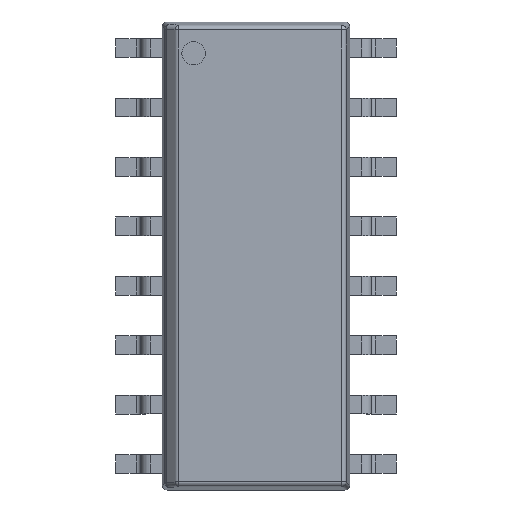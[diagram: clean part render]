
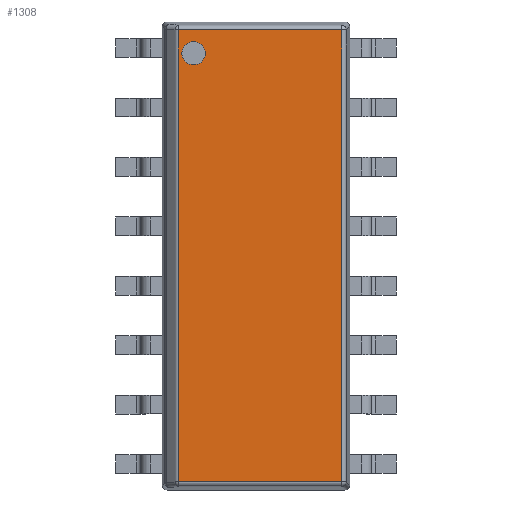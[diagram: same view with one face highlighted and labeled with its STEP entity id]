
A CAD part, top view. The second image highlights one B-rep face of the part: STEP entity #1308.
In plain terms, the highlighted planar face has unit normal (0, 0, 1).
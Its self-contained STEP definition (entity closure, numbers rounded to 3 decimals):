
#97=FACE_BOUND('',#527,.T.);
#232=LINE('',#3240,#331);
#234=LINE('',#3252,#333);
#235=LINE('',#3256,#334);
#237=LINE('',#3264,#336);
#331=VECTOR('',#1746,1.);
#333=VECTOR('',#1762,1.);
#334=VECTOR('',#1769,1.);
#336=VECTOR('',#1783,1.);
#437=FACE_OUTER_BOUND('',#526,.T.);
#526=EDGE_LOOP('',(#1100,#1101,#1102,#1103));
#527=EDGE_LOOP('',(#1104));
#593=CIRCLE('',#1469,0.25);
#662=VERTEX_POINT('',#3237);
#663=VERTEX_POINT('',#3239);
#665=VERTEX_POINT('',#3249);
#666=VERTEX_POINT('',#3251);
#667=VERTEX_POINT('',#3265);
#803=EDGE_CURVE('',#662,#663,#232,.T.);
#809=EDGE_CURVE('',#666,#665,#234,.T.);
#812=EDGE_CURVE('',#666,#662,#235,.T.);
#816=EDGE_CURVE('',#665,#663,#237,.T.);
#817=EDGE_CURVE('',#667,#667,#593,.T.);
#1100=ORIENTED_EDGE('',*,*,#803,.F.);
#1101=ORIENTED_EDGE('',*,*,#812,.F.);
#1102=ORIENTED_EDGE('',*,*,#809,.T.);
#1103=ORIENTED_EDGE('',*,*,#816,.T.);
#1104=ORIENTED_EDGE('',*,*,#817,.F.);
#1223=PLANE('',#1468);
#1308=ADVANCED_FACE('',(#437,#97),#1223,.T.);
#1468=AXIS2_PLACEMENT_3D('',#3263,#1781,#1782);
#1469=AXIS2_PLACEMENT_3D('',#3266,#1784,#1785);
#1746=DIRECTION('',(1.,0.,0.));
#1762=DIRECTION('',(1.,0.,0.));
#1769=DIRECTION('',(0.,1.,0.));
#1781=DIRECTION('center_axis',(0.,0.,1.));
#1782=DIRECTION('ref_axis',(1.,0.,0.));
#1783=DIRECTION('',(0.,1.,0.));
#1784=DIRECTION('center_axis',(0.,0.,1.));
#1785=DIRECTION('ref_axis',(1.,0.,0.));
#3237=CARTESIAN_POINT('',(0.341,9.829,1.75));
#3239=CARTESIAN_POINT('',(3.829,9.829,1.75));
#3240=CARTESIAN_POINT('',(0.3,9.829,1.75));
#3249=CARTESIAN_POINT('',(3.829,0.171,1.75));
#3251=CARTESIAN_POINT('',(0.341,0.171,1.75));
#3252=CARTESIAN_POINT('',(0.3,0.171,1.75));
#3256=CARTESIAN_POINT('',(0.341,0.081,1.75));
#3263=CARTESIAN_POINT('Origin',(0.,0.,1.75));
#3264=CARTESIAN_POINT('',(3.829,0.081,1.75));
#3265=CARTESIAN_POINT('',(0.417,9.333,1.75));
#3266=CARTESIAN_POINT('Origin',(0.667,9.333,1.75));
